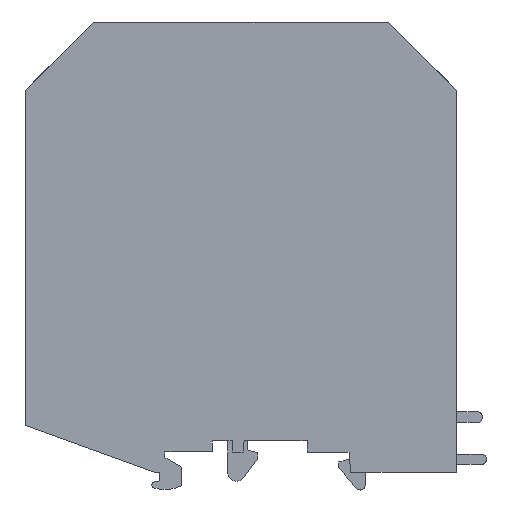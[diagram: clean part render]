
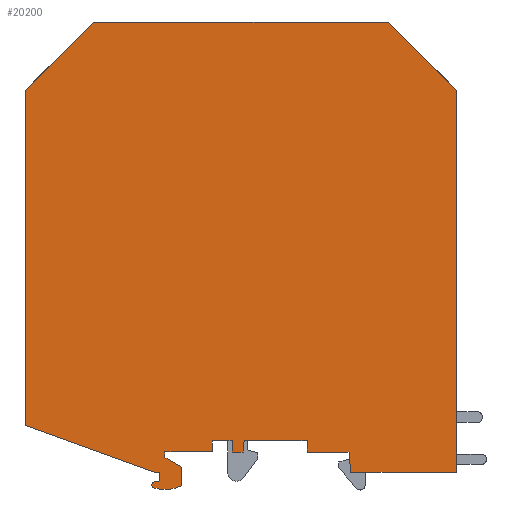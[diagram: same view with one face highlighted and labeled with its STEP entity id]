
A CAD part, left-side view. The second image highlights one B-rep face of the part: STEP entity #20200.
In plain terms, the highlighted face is planar.
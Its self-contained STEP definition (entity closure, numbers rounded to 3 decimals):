
#2410=CARTESIAN_POINT('',(-15.6,167.,-25.));
#2420=VERTEX_POINT('',#2410);
#2450=CARTESIAN_POINT('',(-15.6,168.2,
-25.));
#2460=DIRECTION('',(0.,-1.,0.));
#2470=VECTOR('',#2460,1.);
#2480=LINE('',#2450,#2470);
#2490=CARTESIAN_POINT('',(-15.6,168.65,-25.));
#2500=VERTEX_POINT('',#2490);
#2510=EDGE_CURVE('',#2500,#2420,#2480,.T.);
#2790=CARTESIAN_POINT('',(-16.749,169.972,-25.));
#2800=VERTEX_POINT('',#2790);
#2830=CARTESIAN_POINT('',(-14.6,163.1,
-25.));
#2840=DIRECTION('',(0.,0.,1.));
#2850=DIRECTION('',(-1.,0.,0.));
#2860=AXIS2_PLACEMENT_3D('',#2830,#2840,#2850);
#2870=CIRCLE('',#2860,7.2);
#2880=CARTESIAN_POINT('',(-11.4,169.55,-25.));
#2890=VERTEX_POINT('',#2880);
#2900=EDGE_CURVE('',#2890,#2800,#2870,.T.);
#3180=CARTESIAN_POINT('',(-11.4,165.998,-25.));
#3190=VERTEX_POINT('',#3180);
#3220=CARTESIAN_POINT('',(0.,172.58,
-25.));
#3230=DIRECTION('',(0.866,0.5,
0.));
#3240=VECTOR('',#3230,1.);
#3250=LINE('',#3220,#3240);
#3260=CARTESIAN_POINT('',(-14.6,164.15,-25.));
#3270=VERTEX_POINT('',#3260);
#3280=EDGE_CURVE('',#3270,#3190,#3250,.T.);
#3530=CARTESIAN_POINT('',(-11.4,168.2,
-25.));
#3540=DIRECTION('',(0.,1.,0.));
#3550=VECTOR('',#3540,1.);
#3560=LINE('',#3530,#3550);
#3570=EDGE_CURVE('',#3190,#2890,#3560,.T.);
#3770=CARTESIAN_POINT('',(0.,165.899,
-25.));
#3780=DIRECTION('',(0.985,-0.174,
0.));
#3790=VECTOR('',#3780,1.);
#3800=LINE('',#3770,#3790);
#3810=CARTESIAN_POINT('',(-16.687,168.842,-25.));
#3820=VERTEX_POINT('',#3810);
#3830=EDGE_CURVE('',#3820,#2500,#3800,.T.);
#4080=CARTESIAN_POINT('',(-16.6,169.334,
-25.));
#4090=DIRECTION('',(0.,0.,1.));
#4100=DIRECTION('',(-1.,0.,0.));
#4110=AXIS2_PLACEMENT_3D('',#4080,#4090,#4100);
#4120=CIRCLE('',#4110,0.5);
#4130=CARTESIAN_POINT('',(-17.1,169.334,-25.));
#4140=VERTEX_POINT('',#4130);
#4150=EDGE_CURVE('',#4140,#3820,#4120,.T.);
#4400=CARTESIAN_POINT('',(-17.1,168.2,
-25.));
#4410=DIRECTION('',(0.,-1.,0.));
#4420=VECTOR('',#4410,1.);
#4430=LINE('',#4400,#4420);
#4440=CARTESIAN_POINT('',(-17.1,169.495,-25.));
#4450=VERTEX_POINT('',#4440);
#4460=EDGE_CURVE('',#4450,#4140,#4430,.T.);
#4710=CARTESIAN_POINT('',(-16.6,169.495,
-25.));
#4720=DIRECTION('',(0.,0.,1.));
#4730=DIRECTION('',(-1.,0.,0.));
#4740=AXIS2_PLACEMENT_3D('',#4710,#4720,#4730);
#4750=CIRCLE('',#4740,0.5);
#4760=EDGE_CURVE('',#2800,#4450,#4750,.T.);
#9170=CARTESIAN_POINT('',(41.4,167.,-25.));
#9180=VERTEX_POINT('',#9170);
#9210=CARTESIAN_POINT('',(41.4,0.,-25.));
#9220=DIRECTION('',(0.,-1.,0.));
#9230=VECTOR('',#9220,1.);
#9240=LINE('',#9210,#9230);
#9250=CARTESIAN_POINT('',(41.4,93.6,-25.));
#9260=VERTEX_POINT('',#9250);
#9270=EDGE_CURVE('',#9180,#9260,#9240,.T.);
#10890=CARTESIAN_POINT('',(21.092,167.,-25.));
#10900=VERTEX_POINT('',#10890);
#11240=CARTESIAN_POINT('',(20.75,163.1,-25.));
#11250=VERTEX_POINT('',#11240);
#11280=CARTESIAN_POINT('',(6.468,0.,-25.));
#11290=DIRECTION('',(-0.087,-0.996,
0.));
#11300=VECTOR('',#11290,1.);
#11310=LINE('',#11280,#11300);
#11320=EDGE_CURVE('',#10900,#11250,#11310,.T.);
#11490=CARTESIAN_POINT('',(0.,163.1,-25.));
#11500=DIRECTION('',(-1.,0.,0.));
#11510=VECTOR('',#11500,1.);
#11520=LINE('',#11490,#11510);
#11530=CARTESIAN_POINT('',(12.7,163.1,-25.));
#11540=VERTEX_POINT('',#11530);
#11550=EDGE_CURVE('',#11250,#11540,#11520,.T.);
#12110=CARTESIAN_POINT('',(12.7,0.,-25.));
#12120=DIRECTION('',(0.,-1.,0.));
#12130=VECTOR('',#12120,1.);
#12140=LINE('',#12110,#12130);
#12150=CARTESIAN_POINT('',(12.7,160.95,-25.));
#12160=VERTEX_POINT('',#12150);
#12170=EDGE_CURVE('',#11540,#12160,#12140,.T.);
#13260=CARTESIAN_POINT('',(-1.7,160.95,-25.));
#13270=VERTEX_POINT('',#13260);
#13610=CARTESIAN_POINT('',(-5.5,160.95,-25.));
#13620=VERTEX_POINT('',#13610);
#13650=CARTESIAN_POINT('',(0.,160.95,-25.));
#13660=DIRECTION('',(-1.,0.,0.));
#13670=VECTOR('',#13660,1.);
#13680=LINE('',#13650,#13670);
#13690=EDGE_CURVE('',#13270,#13620,#13680,.T.);
#14630=CARTESIAN_POINT('',(-28.3,80.5,-25.));
#14640=VERTEX_POINT('',#14630);
#14720=CARTESIAN_POINT('',(28.3,80.5,-25.));
#14730=VERTEX_POINT('',#14720);
#14760=CARTESIAN_POINT('',(0.,80.5,-25.));
#14770=DIRECTION('',(1.,0.,0.));
#14780=VECTOR('',#14770,1.);
#14790=LINE('',#14760,#14780);
#14800=EDGE_CURVE('',#14640,#14730,#14790,.T.);
#16240=CARTESIAN_POINT('',(-41.4,93.6,-25.));
#16250=VERTEX_POINT('',#16240);
#16300=CARTESIAN_POINT('',(0.,52.2,-25.));
#16310=DIRECTION('',(0.707,-0.707,
0.));
#16320=VECTOR('',#16310,1.);
#16330=LINE('',#16300,#16320);
#16340=EDGE_CURVE('',#16250,#14640,#16330,.T.);
#16510=CARTESIAN_POINT('',(-5.5,0.,-25.));
#16520=DIRECTION('',(0.,1.,0.));
#16530=VECTOR('',#16520,1.);
#16540=LINE('',#16510,#16530);
#16550=CARTESIAN_POINT('',(-5.5,163.05,-25.));
#16560=VERTEX_POINT('',#16550);
#16570=EDGE_CURVE('',#13620,#16560,#16540,.T.);
#17260=CARTESIAN_POINT('',(-14.6,163.05,-25.));
#17270=VERTEX_POINT('',#17260);
#17300=CARTESIAN_POINT('',(0.,163.05,-25.));
#17310=DIRECTION('',(-1.,0.,0.));
#17320=VECTOR('',#17310,1.);
#17330=LINE('',#17300,#17320);
#17340=EDGE_CURVE('',#16560,#17270,#17330,.T.);
#17760=CARTESIAN_POINT('',(0.6,160.95,-25.));
#17770=VERTEX_POINT('',#17760);
#17800=EDGE_CURVE('',#12160,#17770,#13680,.T.);
#18260=CARTESIAN_POINT('',(0.,167.,-25.));
#18270=DIRECTION('',(-1.,0.,0.));
#18280=VECTOR('',#18270,1.);
#18290=LINE('',#18260,#18280);
#18300=EDGE_CURVE('',#9180,#10900,#18290,.T.);
#19380=CARTESIAN_POINT('',(7.755,114.535,-25.));
#19390=DIRECTION('',(0.,0.,-1.));
#19400=DIRECTION('',(1.,0.,0.));
#19410=AXIS2_PLACEMENT_3D('',#19380,#19390,#19400);
#19420=PLANE('',#19410);
#19430=CARTESIAN_POINT('',(0.,173.042,-25.));
#19440=DIRECTION('',(-0.94,-0.342,
0.));
#19450=VECTOR('',#19440,1.);
#19460=LINE('',#19430,#19450);
#19470=CARTESIAN_POINT('',(-16.6,167.,-25.));
#19480=VERTEX_POINT('',#19470);
#19490=CARTESIAN_POINT('',(-41.4,157.974,-25.));
#19500=VERTEX_POINT('',#19490);
#19510=EDGE_CURVE('',#19480,#19500,#19460,.T.);
#19520=ORIENTED_EDGE('',*,*,#19510,.F.);
#19530=CARTESIAN_POINT('',(-41.4,0.,-25.));
#19540=DIRECTION('',(0.,-1.,0.));
#19550=VECTOR('',#19540,1.);
#19560=LINE('',#19530,#19550);
#19570=EDGE_CURVE('',#19500,#16250,#19560,.T.);
#19580=ORIENTED_EDGE('',*,*,#19570,.F.);
#19590=ORIENTED_EDGE('',*,*,#16340,.F.);
#19600=ORIENTED_EDGE('',*,*,#14800,.F.);
#19610=CARTESIAN_POINT('',(0.,52.2,-25.));
#19620=DIRECTION('',(0.707,0.707,
0.));
#19630=VECTOR('',#19620,1.);
#19640=LINE('',#19610,#19630);
#19650=EDGE_CURVE('',#14730,#9260,#19640,.T.);
#19660=ORIENTED_EDGE('',*,*,#19650,.F.);
#19670=ORIENTED_EDGE('',*,*,#9270,.T.);
#19680=ORIENTED_EDGE('',*,*,#18300,.F.);
#19690=ORIENTED_EDGE('',*,*,#11320,.F.);
#19700=ORIENTED_EDGE('',*,*,#11550,.F.);
#19710=ORIENTED_EDGE('',*,*,#12170,.F.);
#19720=ORIENTED_EDGE('',*,*,#17800,.F.);
#19730=CARTESIAN_POINT('',(-0.034,168.2,
-25.));
#19740=DIRECTION('',(-0.087,0.996,
0.));
#19750=VECTOR('',#19740,1.);
#19760=LINE('',#19730,#19750);
#19770=CARTESIAN_POINT('',(0.412,163.093,-25.));
#19780=VERTEX_POINT('',#19770);
#19790=EDGE_CURVE('',#17770,#19780,#19760,.T.);
#19800=ORIENTED_EDGE('',*,*,#19790,.F.);
#19810=CARTESIAN_POINT('',(0.,163.093,
-25.));
#19820=DIRECTION('',(-1.,0.,0.));
#19830=VECTOR('',#19820,1.);
#19840=LINE('',#19810,#19830);
#19850=CARTESIAN_POINT('',(-1.7,163.093,-25.));
#19860=VERTEX_POINT('',#19850);
#19870=EDGE_CURVE('',#19780,#19860,#19840,.T.);
#19880=ORIENTED_EDGE('',*,*,#19870,.F.);
#19890=CARTESIAN_POINT('',(-1.7,168.2,
-25.));
#19900=DIRECTION('',(0.,-1.,0.));
#19910=VECTOR('',#19900,1.);
#19920=LINE('',#19890,#19910);
#19930=EDGE_CURVE('',#19860,#13270,#19920,.T.);
#19940=ORIENTED_EDGE('',*,*,#19930,.F.);
#19950=ORIENTED_EDGE('',*,*,#13690,.F.);
#19960=ORIENTED_EDGE('',*,*,#16570,.F.);
#19970=ORIENTED_EDGE('',*,*,#17340,.F.);
#19980=CARTESIAN_POINT('',(-14.6,0.,-25.));
#19990=DIRECTION('',(0.,1.,0.));
#20000=VECTOR('',#19990,1.);
#20010=LINE('',#19980,#20000);
#20020=EDGE_CURVE('',#17270,#3270,#20010,.T.);
#20030=ORIENTED_EDGE('',*,*,#20020,.F.);
#20040=ORIENTED_EDGE('',*,*,#3280,.F.);
#20050=ORIENTED_EDGE('',*,*,#3570,.F.);
#20060=ORIENTED_EDGE('',*,*,#2900,.F.);
#20070=ORIENTED_EDGE('',*,*,#4760,.F.);
#20080=ORIENTED_EDGE('',*,*,#4460,.F.);
#20090=ORIENTED_EDGE('',*,*,#4150,.F.);
#20100=ORIENTED_EDGE('',*,*,#3830,.F.);
#20110=ORIENTED_EDGE('',*,*,#2510,.F.);
#20120=CARTESIAN_POINT('',(0.,167.,-25.));
#20130=DIRECTION('',(-1.,0.,0.));
#20140=VECTOR('',#20130,1.);
#20150=LINE('',#20120,#20140);
#20160=EDGE_CURVE('',#2420,#19480,#20150,.T.);
#20170=ORIENTED_EDGE('',*,*,#20160,.F.);
#20180=EDGE_LOOP('',(#20170,#20110,#20100,#20090,#20080,#20070,#20060,
#20050,#20040,#20030,#19970,#19960,#19950,#19940,#19880,#19800,#19720,
#19710,#19700,#19690,#19680,#19670,#19660,#19600,#19590,#19580,#19520));
#20190=FACE_OUTER_BOUND('',#20180,.T.);
#20200=ADVANCED_FACE('',(#20190),#19420,.T.);
